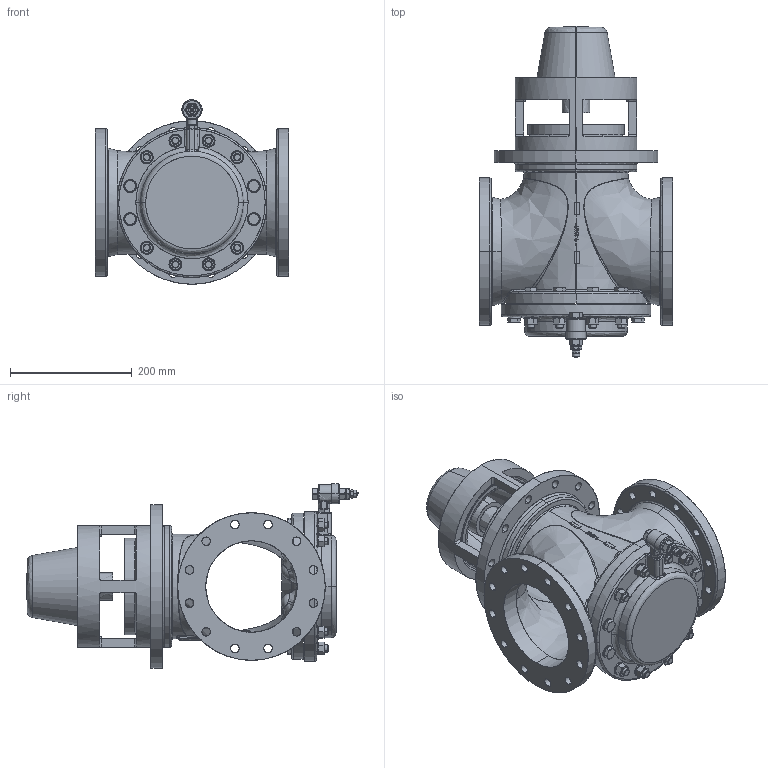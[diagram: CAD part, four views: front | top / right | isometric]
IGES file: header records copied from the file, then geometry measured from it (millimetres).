
Start section: SolidWorks IGES file using analytic representation for surfaces
Global section: file name: BO150-T_14560.IGS; native system: SolidWorks 2010; preprocessor: SolidWorks 2010; author: LarsenR; date: 120927.084750; units: millimetre
Bounding box: 318 x 544.54 x 302.5 mm (x, y, z)
Surface area: 955414.9 mm2 (no closed solid volume)
Topology: 0 solids, 0 shells, 1111 faces, 23468 edges, 23451 vertices
Faces by surface type: bspline 650, revolution 461
